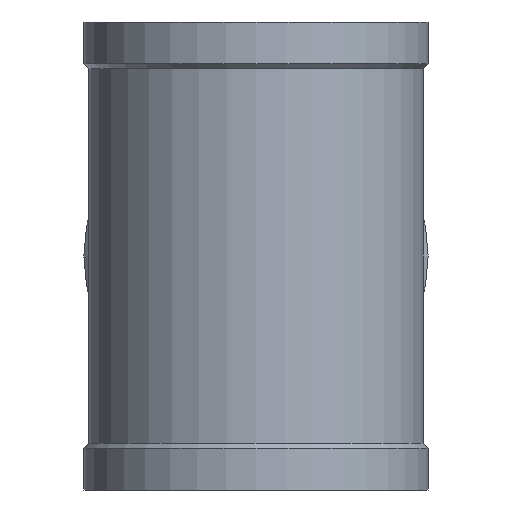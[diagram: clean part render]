
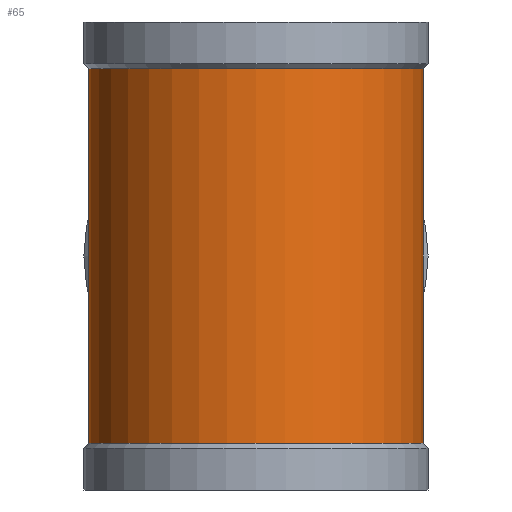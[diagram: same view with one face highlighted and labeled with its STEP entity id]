
A CAD part, left-side view. The second image highlights one B-rep face of the part: STEP entity #65.
In plain terms, the highlighted cylindrical face has radius 200 mm (diameter 400 mm), a full revolution.
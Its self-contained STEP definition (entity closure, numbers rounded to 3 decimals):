
#65 = ADVANCED_FACE( '', ( #143, #144, #145 ), #146, .T. );
#143 = FACE_OUTER_BOUND( '', #228, .T. );
#144 = FACE_BOUND( '', #229, .T. );
#145 = FACE_OUTER_BOUND( '', #230, .T. );
#146 = CYLINDRICAL_SURFACE( '', #231, 200. );
#228 = EDGE_LOOP( '', ( #332 ) );
#229 = EDGE_LOOP( '', ( #333, #334 ) );
#230 = EDGE_LOOP( '', ( #335 ) );
#231 = AXIS2_PLACEMENT_3D( '', #336, #337, #338 );
#332 = ORIENTED_EDGE( '', *, *, #398, .T. );
#333 = ORIENTED_EDGE( '', *, *, #405, .F. );
#334 = ORIENTED_EDGE( '', *, *, #406, .F. );
#335 = ORIENTED_EDGE( '', *, *, #394, .F. );
#336 = CARTESIAN_POINT( '', ( 0., 0., -280. ) );
#337 = DIRECTION( '', ( 0., 0., 1. ) );
#338 = DIRECTION( '', ( -1., 0., 0. ) );
#394 = EDGE_CURVE( '', #443, #443, #444, .T. );
#398 = EDGE_CURVE( '', #450, #450, #451, .T. );
#405 = EDGE_CURVE( '', #461, #462, #463, .T. );
#406 = EDGE_CURVE( '', #462, #461, #464, .F. );
#443 = VERTEX_POINT( '', #506 );
#444 = CIRCLE( '', #507, 200. );
#450 = VERTEX_POINT( '', #513 );
#451 = CIRCLE( '', #514, 200. );
#461 = VERTEX_POINT( '', #524 );
#462 = VERTEX_POINT( '', #525 );
#463 = ELLIPSE( '', #526, 282.843, 200. );
#464 = ELLIPSE( '', #527, 282.843, 200. );
#506 = CARTESIAN_POINT( '', ( -200., 0., -224. ) );
#507 = AXIS2_PLACEMENT_3D( '', #572, #573, #574 );
#513 = CARTESIAN_POINT( '', ( -200., 0., 224. ) );
#514 = AXIS2_PLACEMENT_3D( '', #581, #582, #583 );
#524 = CARTESIAN_POINT( '', ( 0., 200., 0. ) );
#525 = CARTESIAN_POINT( '', ( 0., -200., 0. ) );
#526 = AXIS2_PLACEMENT_3D( '', #593, #594, #595 );
#527 = AXIS2_PLACEMENT_3D( '', #596, #597, #598 );
#572 = CARTESIAN_POINT( '', ( 0., 0., -224. ) );
#573 = DIRECTION( '', ( 0., 0., -1. ) );
#574 = DIRECTION( '', ( -1., 0., 0. ) );
#581 = CARTESIAN_POINT( '', ( 0., 0., 224. ) );
#582 = DIRECTION( '', ( 0., 0., -1. ) );
#583 = DIRECTION( '', ( -1., 0., 0. ) );
#593 = CARTESIAN_POINT( '', ( 0., 0., 0. ) );
#594 = DIRECTION( '', ( 0.707, 0., -0.707 ) );
#595 = DIRECTION( '', ( -0.707, 0., -0.707 ) );
#596 = CARTESIAN_POINT( '', ( 0., 0., 0. ) );
#597 = DIRECTION( '', ( -0.707, 0., -0.707 ) );
#598 = DIRECTION( '', ( 0.707, 0., -0.707 ) );
